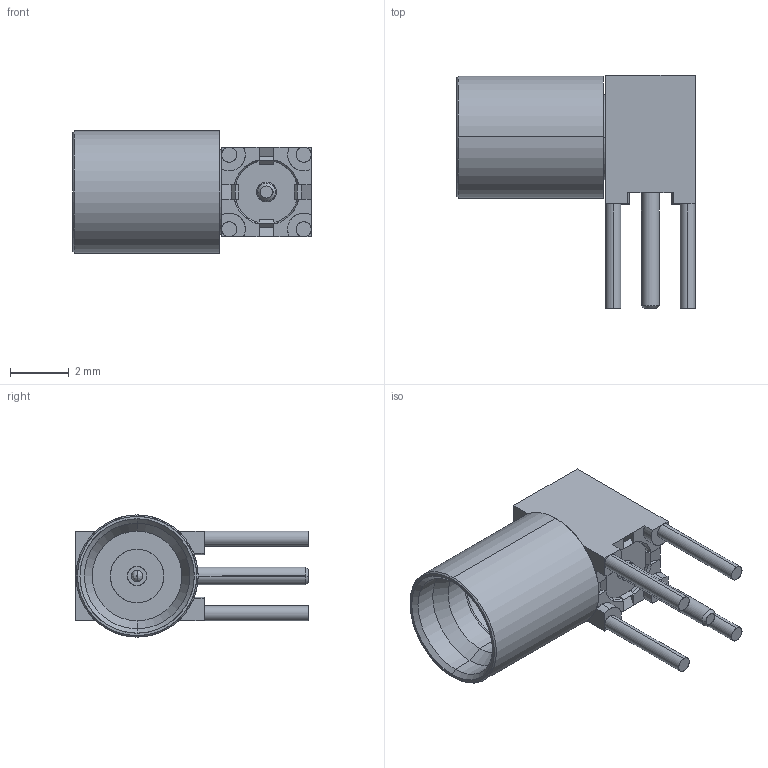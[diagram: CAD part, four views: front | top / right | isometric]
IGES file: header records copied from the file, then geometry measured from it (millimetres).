
Start section: SolidWorks IGES file using analytic representation for surfaces
Global section: file name: RS03680000.IGS; native system: SolidWorks 2025; preprocessor: SolidWorks 2025; author: AMRIT_P; date: 250722.102013; units: millimetre
Bounding box: 8.12 x 7.94 x 4.16 mm (x, y, z)
Surface area: 214.4 mm2 (no closed solid volume)
Topology: 0 solids, 0 shells, 127 faces, 1169 edges, 1169 vertices
Faces by surface type: bspline 65, revolution 62
